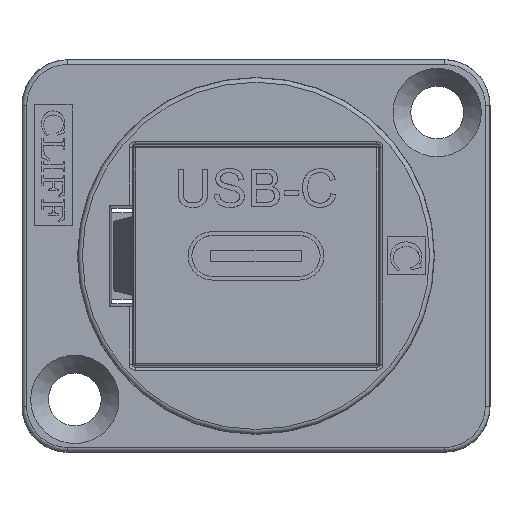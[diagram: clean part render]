
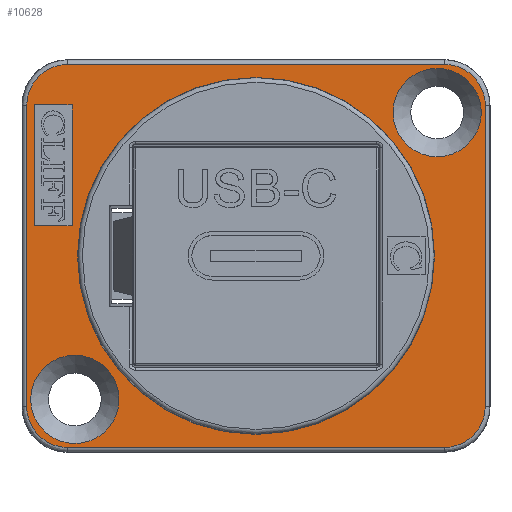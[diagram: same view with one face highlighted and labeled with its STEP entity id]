
A CAD part, top view. The second image highlights one B-rep face of the part: STEP entity #10628.
In plain terms, the highlighted planar face has unit normal (0, 0, 1).
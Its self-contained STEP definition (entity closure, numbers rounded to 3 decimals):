
#166=ELLIPSE('',#11281,2.7,2.7);
#167=ELLIPSE('',#11282,2.7,2.7);
#168=ELLIPSE('',#11283,2.7,2.7);
#169=ELLIPSE('',#11284,2.7,2.7);
#487=CIRCLE('',#11065,11.823);
#536=CIRCLE('',#11285,2.925);
#537=CIRCLE('',#11286,2.925);
#669=FACE_BOUND('',#1762,.T.);
#670=FACE_BOUND('',#1763,.T.);
#671=FACE_BOUND('',#1764,.T.);
#672=FACE_BOUND('',#1765,.T.);
#1186=FACE_OUTER_BOUND('',#1761,.T.);
#1761=EDGE_LOOP('',(#9063,#9064,#9065,#9066,#9067,#9068,#9069,#9070));
#1762=EDGE_LOOP('',(#9071,#9072,#9073,#9074));
#1763=EDGE_LOOP('',(#9075));
#1764=EDGE_LOOP('',(#9076));
#1765=EDGE_LOOP('',(#9077));
#2771=LINE('',#18618,#3811);
#2775=LINE('',#18626,#3815);
#2778=LINE('',#18632,#3818);
#2781=LINE('',#18637,#3821);
#2815=LINE('',#18746,#3855);
#2816=LINE('',#18750,#3856);
#2817=LINE('',#18754,#3857);
#2818=LINE('',#18757,#3858);
#3811=VECTOR('',#13430,2.5);
#3815=VECTOR('',#13436,8.);
#3818=VECTOR('',#13441,2.5);
#3821=VECTOR('',#13446,8.);
#3855=VECTOR('',#13544,24.965);
#3856=VECTOR('',#13547,19.965);
#3857=VECTOR('',#13550,24.965);
#3858=VECTOR('',#13553,19.965);
#4447=VERTEX_POINT('',#16511);
#4771=VERTEX_POINT('',#18616);
#4772=VERTEX_POINT('',#18617);
#4775=VERTEX_POINT('',#18625);
#4777=VERTEX_POINT('',#18631);
#4806=VERTEX_POINT('',#18742);
#4807=VERTEX_POINT('',#18743);
#4808=VERTEX_POINT('',#18745);
#4809=VERTEX_POINT('',#18747);
#4810=VERTEX_POINT('',#18749);
#4811=VERTEX_POINT('',#18751);
#4812=VERTEX_POINT('',#18753);
#4813=VERTEX_POINT('',#18755);
#4814=VERTEX_POINT('',#18758);
#4815=VERTEX_POINT('',#18760);
#5681=EDGE_CURVE('',#4447,#4447,#487,.T.);
#6188=EDGE_CURVE('',#4771,#4772,#2771,.T.);
#6192=EDGE_CURVE('',#4775,#4771,#2775,.T.);
#6195=EDGE_CURVE('',#4777,#4775,#2778,.T.);
#6198=EDGE_CURVE('',#4772,#4777,#2781,.T.);
#6247=EDGE_CURVE('',#4806,#4807,#166,.T.);
#6248=EDGE_CURVE('',#4808,#4806,#2815,.T.);
#6249=EDGE_CURVE('',#4809,#4808,#167,.T.);
#6250=EDGE_CURVE('',#4810,#4809,#2816,.T.);
#6251=EDGE_CURVE('',#4811,#4810,#168,.T.);
#6252=EDGE_CURVE('',#4812,#4811,#2817,.T.);
#6253=EDGE_CURVE('',#4813,#4812,#169,.T.);
#6254=EDGE_CURVE('',#4807,#4813,#2818,.T.);
#6255=EDGE_CURVE('',#4814,#4814,#536,.T.);
#6256=EDGE_CURVE('',#4815,#4815,#537,.T.);
#9063=ORIENTED_EDGE('',*,*,#6247,.F.);
#9064=ORIENTED_EDGE('',*,*,#6248,.F.);
#9065=ORIENTED_EDGE('',*,*,#6249,.F.);
#9066=ORIENTED_EDGE('',*,*,#6250,.F.);
#9067=ORIENTED_EDGE('',*,*,#6251,.F.);
#9068=ORIENTED_EDGE('',*,*,#6252,.F.);
#9069=ORIENTED_EDGE('',*,*,#6253,.F.);
#9070=ORIENTED_EDGE('',*,*,#6254,.F.);
#9071=ORIENTED_EDGE('',*,*,#6188,.T.);
#9072=ORIENTED_EDGE('',*,*,#6198,.T.);
#9073=ORIENTED_EDGE('',*,*,#6195,.T.);
#9074=ORIENTED_EDGE('',*,*,#6192,.T.);
#9075=ORIENTED_EDGE('',*,*,#5681,.T.);
#9076=ORIENTED_EDGE('',*,*,#6255,.T.);
#9077=ORIENTED_EDGE('',*,*,#6256,.T.);
#9557=PLANE('',#11280);
#10628=ADVANCED_FACE('',(#1186,#669,#670,#671,#672),#9557,.T.);
#11065=AXIS2_PLACEMENT_3D('',#16512,#12716,#12717);
#11280=AXIS2_PLACEMENT_3D('',#18741,#13540,#13541);
#11281=AXIS2_PLACEMENT_3D('',#18744,#13542,#13543);
#11282=AXIS2_PLACEMENT_3D('',#18748,#13545,#13546);
#11283=AXIS2_PLACEMENT_3D('',#18752,#13548,#13549);
#11284=AXIS2_PLACEMENT_3D('',#18756,#13551,#13552);
#11285=AXIS2_PLACEMENT_3D('',#18759,#13554,#13555);
#11286=AXIS2_PLACEMENT_3D('',#18761,#13556,#13557);
#12716=DIRECTION('center_axis',(0.,0.,-1.));
#12717=DIRECTION('ref_axis',(0.,1.,0.));
#13430=DIRECTION('',(1.,0.,0.));
#13436=DIRECTION('',(0.,1.,0.));
#13441=DIRECTION('',(-1.,0.,0.));
#13446=DIRECTION('',(0.,-1.,0.));
#13540=DIRECTION('center_axis',(0.,0.,1.));
#13541=DIRECTION('ref_axis',(0.,-1.,0.));
#13542=DIRECTION('center_axis',(0.,0.,-1.));
#13543=DIRECTION('ref_axis',(0.707,0.707,0.));
#13544=DIRECTION('',(1.,0.,0.));
#13545=DIRECTION('center_axis',(0.,0.,-1.));
#13546=DIRECTION('ref_axis',(-0.707,0.707,0.));
#13547=DIRECTION('',(0.,1.,0.));
#13548=DIRECTION('center_axis',(0.,0.,-1.));
#13549=DIRECTION('ref_axis',(-0.707,-0.707,0.));
#13550=DIRECTION('',(-1.,0.,0.));
#13551=DIRECTION('center_axis',(0.,0.,-1.));
#13552=DIRECTION('ref_axis',(0.707,-0.707,0.));
#13553=DIRECTION('',(0.,-1.,0.));
#13554=DIRECTION('center_axis',(0.,0.,-1.));
#13555=DIRECTION('ref_axis',(0.,-1.,0.));
#13556=DIRECTION('center_axis',(0.,0.,-1.));
#13557=DIRECTION('ref_axis',(0.,-1.,0.));
#16511=CARTESIAN_POINT('',(0.,-11.823,9.2));
#16512=CARTESIAN_POINT('Origin',(0.,0.,9.2));
#18616=CARTESIAN_POINT('',(-14.683,10.,9.2));
#18617=CARTESIAN_POINT('',(-12.183,10.,9.2));
#18618=CARTESIAN_POINT('',(-7.341,10.,9.2));
#18625=CARTESIAN_POINT('',(-14.683,2.,9.2));
#18626=CARTESIAN_POINT('',(-14.683,1.,9.2));
#18631=CARTESIAN_POINT('',(-12.183,2.,9.2));
#18632=CARTESIAN_POINT('',(-6.091,2.,9.2));
#18637=CARTESIAN_POINT('',(-12.183,5.,9.2));
#18741=CARTESIAN_POINT('Origin',(0.,0.,
9.2));
#18742=CARTESIAN_POINT('',(12.483,12.683,9.2));
#18743=CARTESIAN_POINT('',(15.183,9.983,9.2));
#18744=CARTESIAN_POINT('Origin',(12.482,9.982,9.2));
#18745=CARTESIAN_POINT('',(-12.483,12.683,9.2));
#18746=CARTESIAN_POINT('',(-7.75,12.683,9.2));
#18747=CARTESIAN_POINT('',(-15.183,9.983,9.2));
#18748=CARTESIAN_POINT('Origin',(-12.482,9.982,9.2));
#18749=CARTESIAN_POINT('',(-15.183,-9.983,9.2));
#18750=CARTESIAN_POINT('',(-15.183,-6.5,9.2));
#18751=CARTESIAN_POINT('',(-12.483,-12.683,9.2));
#18752=CARTESIAN_POINT('Origin',(-12.482,-9.982,9.2));
#18753=CARTESIAN_POINT('',(12.483,-12.683,9.2));
#18754=CARTESIAN_POINT('',(7.75,-12.683,9.2));
#18755=CARTESIAN_POINT('',(15.183,-9.983,9.2));
#18756=CARTESIAN_POINT('Origin',(12.482,-9.982,9.2));
#18757=CARTESIAN_POINT('',(15.183,6.5,9.2));
#18758=CARTESIAN_POINT('',(-12.,-6.575,9.2));
#18759=CARTESIAN_POINT('Origin',(-12.,-9.5,9.2));
#18760=CARTESIAN_POINT('',(12.,12.425,9.2));
#18761=CARTESIAN_POINT('Origin',(12.,9.5,9.2));
